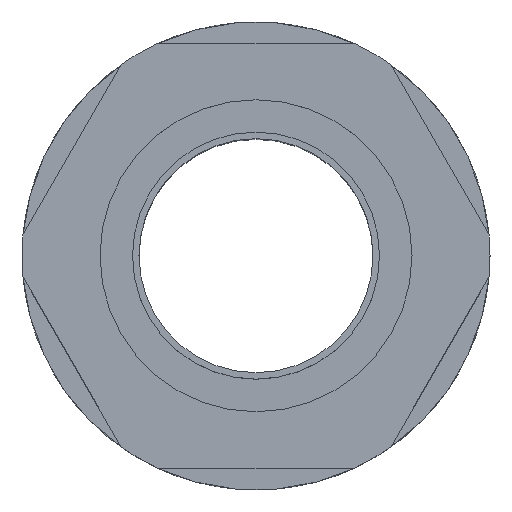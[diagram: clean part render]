
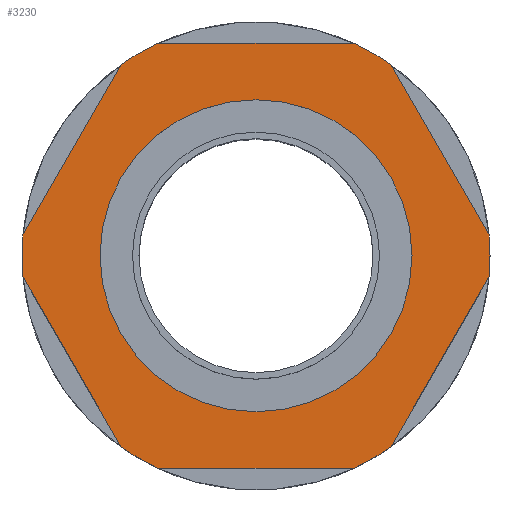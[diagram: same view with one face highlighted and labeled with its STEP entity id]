
A CAD part, top view. The second image highlights one B-rep face of the part: STEP entity #3230.
In plain terms, the highlighted face is planar.
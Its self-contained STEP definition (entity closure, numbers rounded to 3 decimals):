
#1910=CARTESIAN_POINT('',(18.5,19.375,0.));
#1920=DIRECTION('',(-1.,0.,0.));
#1930=DIRECTION('',(0.,1.,0.));
#1940=AXIS2_PLACEMENT_3D('',#1910,#1920,#1930);
#1950=PLANE('',#1940);
#1960=CARTESIAN_POINT('',(18.5,0.,0.));
#1970=DIRECTION('',(1.,0.,0.));
#1980=DIRECTION('',(0.,0.,-1.));
#1990=AXIS2_PLACEMENT_3D('',#1960,#1970,#1980);
#2000=CIRCLE('',#1990,18.);
#2010=CARTESIAN_POINT('',(18.5,0.,-18.));
#2020=VERTEX_POINT('',#2010);
#2030=CARTESIAN_POINT('',(18.5,0.,18.));
#2040=VERTEX_POINT('',#2030);
#2050=EDGE_CURVE('',#2020,#2040,#2000,.T.);
#2060=ORIENTED_EDGE('',*,*,#2050,.F.);
#2070=EDGE_CURVE('',#2040,#2020,#2000,.T.);
#2080=ORIENTED_EDGE('',*,*,#2070,.F.);
#2090=EDGE_LOOP('',(#2080,#2060));
#2100=FACE_BOUND('',#2090,.T.);
#2110=CARTESIAN_POINT('',(18.5,-28.29,0.));
#2120=DIRECTION('',(0.,-0.5,0.866));
#2130=VECTOR('',#2120,1.);
#2140=LINE('',#2110,#2130);
#2150=CARTESIAN_POINT('',(18.5,-15.544,-22.077));
#2160=VERTEX_POINT('',#2150);
#2170=CARTESIAN_POINT('',(18.5,-26.891,-2.423));
#2180=VERTEX_POINT('',#2170);
#2190=EDGE_CURVE('',#2160,#2180,#2140,.T.);
#2200=ORIENTED_EDGE('',*,*,#2190,.F.);
#2210=CARTESIAN_POINT('',(18.5,0.,0.));
#2220=DIRECTION('',(-1.,0.,0.));
#2230=DIRECTION('',(0.,-1.,0.));
#2240=AXIS2_PLACEMENT_3D('',#2210,#2220,#2230);
#2250=CIRCLE('',#2240,27.);
#2260=CARTESIAN_POINT('',(18.5,-27.,0.));
#2270=VERTEX_POINT('',#2260);
#2280=EDGE_CURVE('',#2180,#2270,#2250,.T.);
#2290=ORIENTED_EDGE('',*,*,#2280,.F.);
#2300=CARTESIAN_POINT('',(18.5,-26.891,2.423));
#2310=VERTEX_POINT('',#2300);
#2320=EDGE_CURVE('',#2270,#2310,#2250,.T.);
#2330=ORIENTED_EDGE('',*,*,#2320,.F.);
#2340=CARTESIAN_POINT('',(18.5,-28.29,0.));
#2350=DIRECTION('',(0.,0.5,0.866));
#2360=VECTOR('',#2350,1.);
#2370=LINE('',#2340,#2360);
#2380=CARTESIAN_POINT('',(18.5,-15.544,22.077));
#2390=VERTEX_POINT('',#2380);
#2400=EDGE_CURVE('',#2310,#2390,#2370,.T.);
#2410=ORIENTED_EDGE('',*,*,#2400,.F.);
#2420=CARTESIAN_POINT('',(18.5,0.,0.));
#2430=DIRECTION('',(-1.,0.,0.));
#2440=DIRECTION('',(0.,-1.,0.));
#2450=AXIS2_PLACEMENT_3D('',#2420,#2430,#2440);
#2460=CIRCLE('',#2450,27.);
#2470=CARTESIAN_POINT('',(18.5,-11.347,24.5));
#2480=VERTEX_POINT('',#2470);
#2490=EDGE_CURVE('',#2390,#2480,#2460,.T.);
#2500=ORIENTED_EDGE('',*,*,#2490,.F.);
#2510=CARTESIAN_POINT('',(18.5,0.,24.5));
#2520=DIRECTION('',(0.,1.,0.));
#2530=VECTOR('',#2520,1.);
#2540=LINE('',#2510,#2530);
#2550=CARTESIAN_POINT('',(18.5,11.347,24.5));
#2560=VERTEX_POINT('',#2550);
#2570=EDGE_CURVE('',#2480,#2560,#2540,.T.);
#2580=ORIENTED_EDGE('',*,*,#2570,.F.);
#2590=CARTESIAN_POINT('',(18.5,0.,0.));
#2600=DIRECTION('',(-1.,0.,0.));
#2610=DIRECTION('',(0.,-1.,0.));
#2620=AXIS2_PLACEMENT_3D('',#2590,#2600,#2610);
#2630=CIRCLE('',#2620,27.);
#2640=CARTESIAN_POINT('',(18.5,15.544,22.077));
#2650=VERTEX_POINT('',#2640);
#2660=EDGE_CURVE('',#2560,#2650,#2630,.T.);
#2670=ORIENTED_EDGE('',*,*,#2660,.F.);
#2680=CARTESIAN_POINT('',(18.5,28.29,0.));
#2690=DIRECTION('',(0.,0.5,-0.866));
#2700=VECTOR('',#2690,1.);
#2710=LINE('',#2680,#2700);
#2720=CARTESIAN_POINT('',(18.5,26.891,2.423));
#2730=VERTEX_POINT('',#2720);
#2740=EDGE_CURVE('',#2650,#2730,#2710,.T.);
#2750=ORIENTED_EDGE('',*,*,#2740,.F.);
#2760=CARTESIAN_POINT('',(18.5,0.,0.));
#2770=DIRECTION('',(-1.,0.,0.));
#2780=DIRECTION('',(0.,-1.,0.));
#2790=AXIS2_PLACEMENT_3D('',#2760,#2770,#2780);
#2800=CIRCLE('',#2790,27.);
#2810=CARTESIAN_POINT('',(18.5,27.,0.));
#2820=VERTEX_POINT('',#2810);
#2830=EDGE_CURVE('',#2730,#2820,#2800,.T.);
#2840=ORIENTED_EDGE('',*,*,#2830,.F.);
#2850=CARTESIAN_POINT('',(18.5,26.891,-2.423));
#2860=VERTEX_POINT('',#2850);
#2870=EDGE_CURVE('',#2820,#2860,#2800,.T.);
#2880=ORIENTED_EDGE('',*,*,#2870,.F.);
#2890=CARTESIAN_POINT('',(18.5,28.29,0.));
#2900=DIRECTION('',(0.,-0.5,-0.866));
#2910=VECTOR('',#2900,1.);
#2920=LINE('',#2890,#2910);
#2930=CARTESIAN_POINT('',(18.5,15.544,-22.077));
#2940=VERTEX_POINT('',#2930);
#2950=EDGE_CURVE('',#2860,#2940,#2920,.T.);
#2960=ORIENTED_EDGE('',*,*,#2950,.F.);
#2970=CARTESIAN_POINT('',(18.5,0.,0.));
#2980=DIRECTION('',(-1.,0.,0.));
#2990=DIRECTION('',(0.,-1.,0.));
#3000=AXIS2_PLACEMENT_3D('',#2970,#2980,#2990);
#3010=CIRCLE('',#3000,27.);
#3020=CARTESIAN_POINT('',(18.5,11.347,-24.5));
#3030=VERTEX_POINT('',#3020);
#3040=EDGE_CURVE('',#2940,#3030,#3010,.T.);
#3050=ORIENTED_EDGE('',*,*,#3040,.F.);
#3060=CARTESIAN_POINT('',(18.5,0.,-24.5));
#3070=DIRECTION('',(0.,-1.,0.));
#3080=VECTOR('',#3070,1.);
#3090=LINE('',#3060,#3080);
#3100=CARTESIAN_POINT('',(18.5,-11.347,-24.5));
#3110=VERTEX_POINT('',#3100);
#3120=EDGE_CURVE('',#3030,#3110,#3090,.T.);
#3130=ORIENTED_EDGE('',*,*,#3120,.F.);
#3140=CARTESIAN_POINT('',(18.5,0.,0.));
#3150=DIRECTION('',(-1.,0.,0.));
#3160=DIRECTION('',(0.,-1.,0.));
#3170=AXIS2_PLACEMENT_3D('',#3140,#3150,#3160);
#3180=CIRCLE('',#3170,27.);
#3190=EDGE_CURVE('',#3110,#2160,#3180,.T.);
#3200=ORIENTED_EDGE('',*,*,#3190,.F.);
#3210=EDGE_LOOP('',(#3200,#3130,#3050,#2960,#2880,#2840,#2750,#2670,
#2580,#2500,#2410,#2330,#2290,#2200));
#3220=FACE_OUTER_BOUND('',#3210,.T.);
#3230=ADVANCED_FACE('',(#2100,#3220),#1950,.F.);
